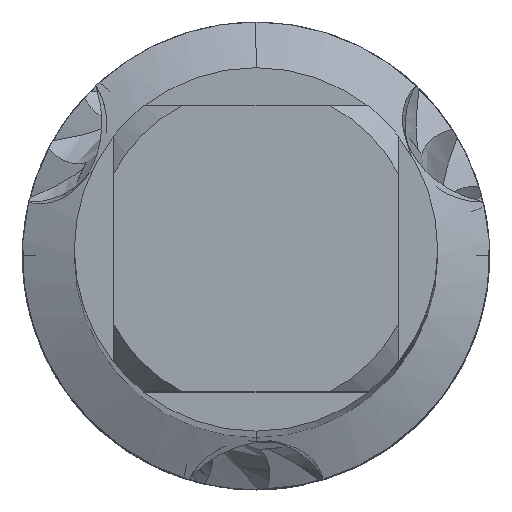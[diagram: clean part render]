
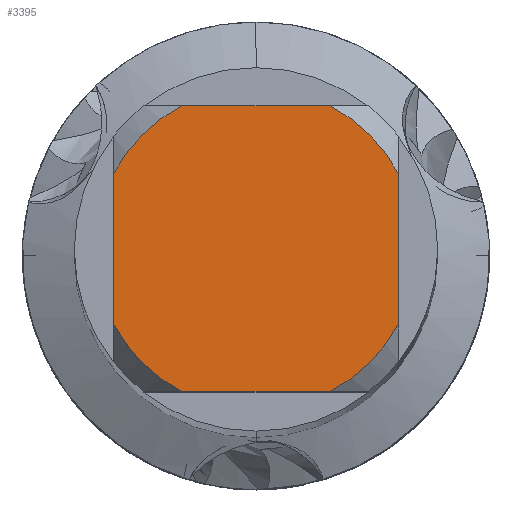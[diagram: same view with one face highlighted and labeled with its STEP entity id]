
A CAD part, top view. The second image highlights one B-rep face of the part: STEP entity #3395.
In plain terms, the highlighted planar face has unit normal (0, 0, 1).
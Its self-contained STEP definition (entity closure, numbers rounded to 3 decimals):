
#1497=EDGE_CURVE('',#3179,#2219,#4293,.T.);
#1705=VERTEX_POINT('',#4520);
#1741=EDGE_CURVE('',#2107,#3173,#4558,.T.);
#2107=VERTEX_POINT('',#4956);
#2219=VERTEX_POINT('',#5079);
#2365=EDGE_CURVE('',#2663,#2219,#5234,.T.);
#2381=EDGE_CURVE('',#2663,#3201,#5253,.T.);
#2663=VERTEX_POINT('',#5555);
#3173=VERTEX_POINT('',#6102);
#3179=VERTEX_POINT('',#6108);
#3201=VERTEX_POINT('',#6132);
#3375=EDGE_CURVE('',#3449,#3201,#6320,.T.);
#3395=ADVANCED_FACE('',(#6340),#6341,.T.);
#3449=VERTEX_POINT('',#6400);
#3553=EDGE_CURVE('',#3179,#1705,#6516,.T.);
#3775=EDGE_CURVE('',#2107,#1705,#6766,.T.);
#3849=EDGE_CURVE('',#3449,#3173,#6846,.T.);
#4293=CIRCLE('',#7645,3.1);
#4520=CARTESIAN_POINT('',(-1.431,2.75,0.0));
#4558=LINE('',#8663,#8664);
#4956=CARTESIAN_POINT('',(-2.75,1.431,0.0));
#5079=CARTESIAN_POINT('',(2.75,1.431,0.0));
#5234=LINE('',#10671,#10672);
#5253=CIRCLE('',#10719,3.1);
#5555=CARTESIAN_POINT('',(2.75,-1.431,0.0));
#6102=CARTESIAN_POINT('',(-2.75,-1.431,0.0));
#6108=CARTESIAN_POINT('',(1.431,2.75,0.0));
#6132=CARTESIAN_POINT('',(1.431,-2.75,0.0));
#6320=LINE('',#13433,#13434);
#6340=FACE_OUTER_BOUND('',#13494,.T.);
#6341=PLANE('',#13495);
#6400=CARTESIAN_POINT('',(-1.431,-2.75,0.0));
#6516=LINE('',#13875,#13876);
#6766=CIRCLE('',#14382,3.1);
#6846=CIRCLE('',#14595,3.1);
#7645=AXIS2_PLACEMENT_3D('',#15785,#15786,#15787);
#8663=CARTESIAN_POINT('',(-2.75,0.775,0.0));
#8664=VECTOR('',#16148,1.0);
#10671=CARTESIAN_POINT('',(2.75,0.775,0.0));
#10672=VECTOR('',#16846,1.0);
#10719=AXIS2_PLACEMENT_3D('',#16880,#16881,#16882);
#13433=CARTESIAN_POINT('',(0.0,-2.75,0.0));
#13434=VECTOR('',#17840,1.0);
#13494=EDGE_LOOP('',(#17852,#17853,#17854,#17855,#17856,#17857,#17858,#17859));
#13495=AXIS2_PLACEMENT_3D('',#17860,#17861,#17862);
#13875=CARTESIAN_POINT('',(0.0,2.75,0.0));
#13876=VECTOR('',#18058,1.0);
#14382=AXIS2_PLACEMENT_3D('',#18381,#18382,#18383);
#14595=AXIS2_PLACEMENT_3D('',#18467,#18468,#18469);
#15785=CARTESIAN_POINT('',(0.0,0.0,0.0));
#15786=DIRECTION('',(0.0,0.0,-1.0));
#15787=DIRECTION('',(0.0,1.0,0.0));
#16148=DIRECTION('',(-0.0,-1.0,0.0));
#16846=DIRECTION('',(-0.0,1.0,0.0));
#16880=CARTESIAN_POINT('',(0.0,0.0,0.0));
#16881=DIRECTION('',(0.0,0.0,-1.0));
#16882=DIRECTION('',(0.0,1.0,0.0));
#17840=DIRECTION('',(1.0,0.0,0.0));
#17852=ORIENTED_EDGE('',*,*,#1741,.T.);
#17853=ORIENTED_EDGE('',*,*,#3849,.F.);
#17854=ORIENTED_EDGE('',*,*,#3375,.T.);
#17855=ORIENTED_EDGE('',*,*,#2381,.F.);
#17856=ORIENTED_EDGE('',*,*,#2365,.T.);
#17857=ORIENTED_EDGE('',*,*,#1497,.F.);
#17858=ORIENTED_EDGE('',*,*,#3553,.T.);
#17859=ORIENTED_EDGE('',*,*,#3775,.F.);
#17860=CARTESIAN_POINT('',(0.0,1.55,0.0));
#17861=DIRECTION('',(-0.0,0.0,1.0));
#17862=DIRECTION('',(0.0,-1.0,0.0));
#18058=DIRECTION('',(-1.0,0.0,0.0));
#18381=CARTESIAN_POINT('',(0.0,0.0,0.0));
#18382=DIRECTION('',(0.0,0.0,-1.0));
#18383=DIRECTION('',(0.0,1.0,0.0));
#18467=CARTESIAN_POINT('',(0.0,0.0,0.0));
#18468=DIRECTION('',(0.0,0.0,-1.0));
#18469=DIRECTION('',(0.0,1.0,0.0));
